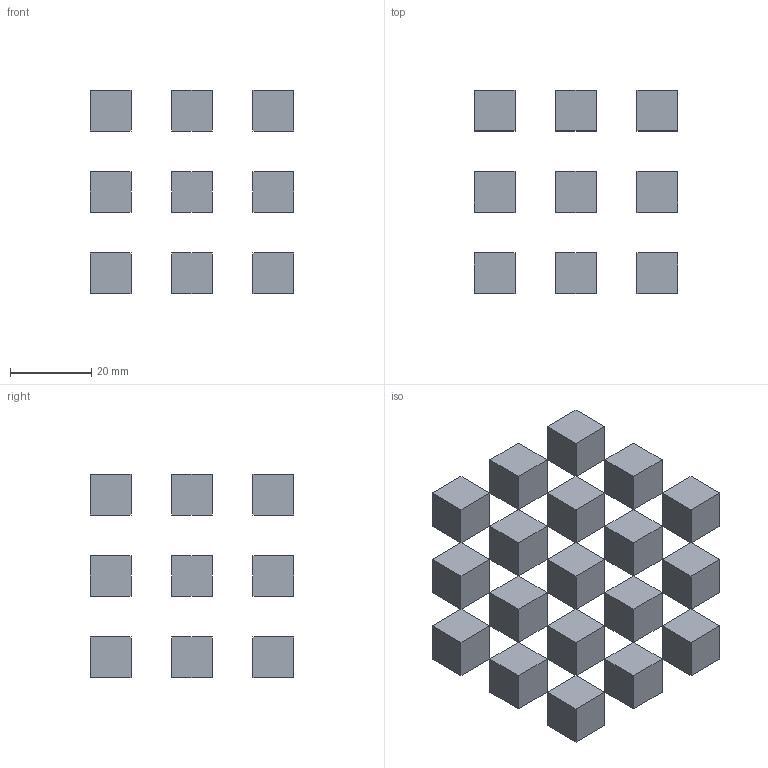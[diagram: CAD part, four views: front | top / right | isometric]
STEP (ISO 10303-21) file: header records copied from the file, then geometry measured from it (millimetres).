
FILE_DESCRIPTION(/* description */ (''),/* implementation_level */ '2;1');
FILE_NAME(/* name */ '5_BasicSolids_Components_NestedComponents.step',/* time_stamp */ '2022-08-14T18:59:30+01:00',/* author */ (''),/* organization */ (''),/* preprocessor_version */ 'ST-DEVELOPER v19',/* originating_system */ 'Autodesk Translation Framework v11.7.0.108',/* authorisation */ '');
FILE_SCHEMA (('AUTOMOTIVE_DESIGN { 1 0 10303 214 3 1 1 }'));
Length unit declared in the file: millimetre
Products named in the file (5): 5_BasicSolids_Components_NestedComponents; Cube; Plane; Line; Box1
Assembly tree (10 placements, depth 5):
  5_BasicSolids_Components_NestedComponents
    Cube
      Plane  x3
        Line
          Box1  x3
Bounding box: 50 x 50 x 50 mm (x, y, z)
Volume: 27000 mm3; surface area: 16200 mm2
Topology: 27 solids, 27 shells, 162 faces, 324 edges, 216 vertices
Faces by surface type: plane 162
Entity records: 317 total; most frequent: DIRECTION 54, CARTESIAN_POINT 41, ORIENTED_EDGE 24, AXIS2_PLACEMENT_3D 21, PRODUCT_DEFINITION_SHAPE 15, LINE 12, VECTOR 12, EDGE_CURVE 12
